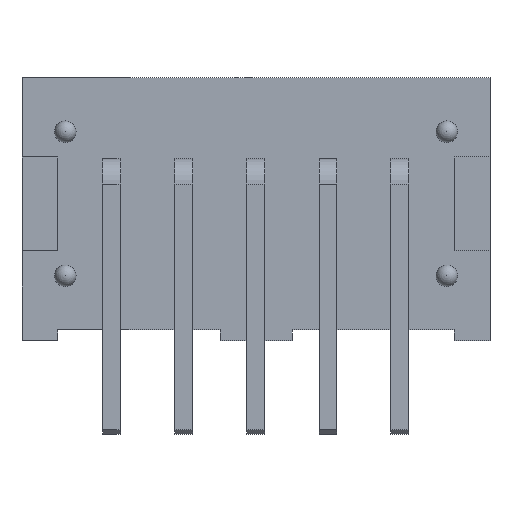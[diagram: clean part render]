
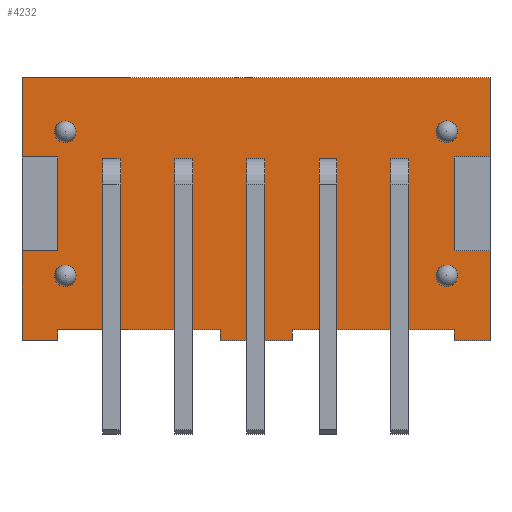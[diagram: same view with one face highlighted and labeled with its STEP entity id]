
A CAD part, front view. The second image highlights one B-rep face of the part: STEP entity #4232.
In plain terms, the highlighted planar face has unit normal (0, -1, 0).
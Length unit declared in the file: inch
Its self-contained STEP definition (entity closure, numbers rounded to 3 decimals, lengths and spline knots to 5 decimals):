
#81=CIRCLE('',#4523,0.015);
#82=CIRCLE('',#4524,0.015);
#83=CIRCLE('',#4525,0.015);
#84=CIRCLE('',#4526,0.015);
#1109=ORIENTED_EDGE('',*,*,#1833,.F.);
#1110=ORIENTED_EDGE('',*,*,#1834,.F.);
#1111=ORIENTED_EDGE('',*,*,#1835,.F.);
#1112=ORIENTED_EDGE('',*,*,#1836,.F.);
#1113=ORIENTED_EDGE('',*,*,#1837,.F.);
#1114=ORIENTED_EDGE('',*,*,#1838,.F.);
#1115=ORIENTED_EDGE('',*,*,#1839,.F.);
#1116=ORIENTED_EDGE('',*,*,#1840,.F.);
#1117=ORIENTED_EDGE('',*,*,#1841,.F.);
#1118=ORIENTED_EDGE('',*,*,#1842,.F.);
#1119=ORIENTED_EDGE('',*,*,#1843,.F.);
#1120=ORIENTED_EDGE('',*,*,#1844,.F.);
#1121=ORIENTED_EDGE('',*,*,#1845,.F.);
#1122=ORIENTED_EDGE('',*,*,#1846,.F.);
#1123=ORIENTED_EDGE('',*,*,#1847,.F.);
#1124=ORIENTED_EDGE('',*,*,#1848,.F.);
#1125=ORIENTED_EDGE('',*,*,#1849,.F.);
#1126=ORIENTED_EDGE('',*,*,#1850,.T.);
#1127=ORIENTED_EDGE('',*,*,#1851,.T.);
#1128=ORIENTED_EDGE('',*,*,#1852,.F.);
#1129=ORIENTED_EDGE('',*,*,#1853,.F.);
#1130=ORIENTED_EDGE('',*,*,#1854,.F.);
#1131=ORIENTED_EDGE('',*,*,#1855,.T.);
#1132=ORIENTED_EDGE('',*,*,#1856,.F.);
#1833=EDGE_CURVE('',#2275,#2275,#81,.T.);
#1834=EDGE_CURVE('',#2276,#2276,#82,.T.);
#1835=EDGE_CURVE('',#2277,#2277,#83,.T.);
#1836=EDGE_CURVE('',#2278,#2278,#84,.T.);
#1837=EDGE_CURVE('',#2279,#2280,#2801,.T.);
#1838=EDGE_CURVE('',#2281,#2279,#2802,.T.);
#1839=EDGE_CURVE('',#2282,#2281,#2803,.T.);
#1840=EDGE_CURVE('',#2283,#2282,#2804,.T.);
#1841=EDGE_CURVE('',#2284,#2283,#2805,.T.);
#1842=EDGE_CURVE('',#2285,#2284,#2806,.T.);
#1843=EDGE_CURVE('',#2286,#2285,#2807,.T.);
#1844=EDGE_CURVE('',#2287,#2286,#2808,.T.);
#1845=EDGE_CURVE('',#2288,#2287,#2809,.T.);
#1846=EDGE_CURVE('',#2289,#2288,#2810,.T.);
#1847=EDGE_CURVE('',#2290,#2289,#2811,.T.);
#1848=EDGE_CURVE('',#2291,#2290,#2812,.T.);
#1849=EDGE_CURVE('',#2292,#2291,#2813,.T.);
#1850=EDGE_CURVE('',#2292,#2293,#2814,.T.);
#1851=EDGE_CURVE('',#2293,#2294,#2815,.T.);
#1852=EDGE_CURVE('',#2295,#2294,#2816,.T.);
#1853=EDGE_CURVE('',#2296,#2295,#2817,.T.);
#1854=EDGE_CURVE('',#2297,#2296,#2818,.T.);
#1855=EDGE_CURVE('',#2297,#2298,#2819,.T.);
#1856=EDGE_CURVE('',#2280,#2298,#2820,.T.);
#2275=VERTEX_POINT('',#6688);
#2276=VERTEX_POINT('',#6690);
#2277=VERTEX_POINT('',#6692);
#2278=VERTEX_POINT('',#6694);
#2279=VERTEX_POINT('',#6696);
#2280=VERTEX_POINT('',#6697);
#2281=VERTEX_POINT('',#6699);
#2282=VERTEX_POINT('',#6701);
#2283=VERTEX_POINT('',#6703);
#2284=VERTEX_POINT('',#6705);
#2285=VERTEX_POINT('',#6707);
#2286=VERTEX_POINT('',#6709);
#2287=VERTEX_POINT('',#6711);
#2288=VERTEX_POINT('',#6713);
#2289=VERTEX_POINT('',#6715);
#2290=VERTEX_POINT('',#6717);
#2291=VERTEX_POINT('',#6719);
#2292=VERTEX_POINT('',#6721);
#2293=VERTEX_POINT('',#6723);
#2294=VERTEX_POINT('',#6725);
#2295=VERTEX_POINT('',#6727);
#2296=VERTEX_POINT('',#6729);
#2297=VERTEX_POINT('',#6731);
#2298=VERTEX_POINT('',#6733);
#2801=LINE('',#6695,#3363);
#2802=LINE('',#6698,#3364);
#2803=LINE('',#6700,#3365);
#2804=LINE('',#6702,#3366);
#2805=LINE('',#6704,#3367);
#2806=LINE('',#6706,#3368);
#2807=LINE('',#6708,#3369);
#2808=LINE('',#6710,#3370);
#2809=LINE('',#6712,#3371);
#2810=LINE('',#6714,#3372);
#2811=LINE('',#6716,#3373);
#2812=LINE('',#6718,#3374);
#2813=LINE('',#6720,#3375);
#2814=LINE('',#6722,#3376);
#2815=LINE('',#6724,#3377);
#2816=LINE('',#6726,#3378);
#2817=LINE('',#6728,#3379);
#2818=LINE('',#6730,#3380);
#2819=LINE('',#6732,#3381);
#2820=LINE('',#6734,#3382);
#3363=VECTOR('',#5478,39.37008);
#3364=VECTOR('',#5479,39.37008);
#3365=VECTOR('',#5480,39.37008);
#3366=VECTOR('',#5481,39.37008);
#3367=VECTOR('',#5482,39.37008);
#3368=VECTOR('',#5483,39.37008);
#3369=VECTOR('',#5484,39.37008);
#3370=VECTOR('',#5485,39.37008);
#3371=VECTOR('',#5486,39.37008);
#3372=VECTOR('',#5487,39.37008);
#3373=VECTOR('',#5488,39.37008);
#3374=VECTOR('',#5489,39.37008);
#3375=VECTOR('',#5490,39.37008);
#3376=VECTOR('',#5491,39.37008);
#3377=VECTOR('',#5492,39.37008);
#3378=VECTOR('',#5493,39.37008);
#3379=VECTOR('',#5494,39.37008);
#3380=VECTOR('',#5495,39.37008);
#3381=VECTOR('',#5496,39.37008);
#3382=VECTOR('',#5497,39.37008);
#3618=EDGE_LOOP('',(#1109));
#3619=EDGE_LOOP('',(#1110));
#3620=EDGE_LOOP('',(#1111));
#3621=EDGE_LOOP('',(#1112));
#3622=EDGE_LOOP('',(#1113,#1114,#1115,#1116,#1117,#1118,#1119,#1120,#1121,
#1122,#1123,#1124,#1125,#1126,#1127,#1128,#1129,#1130,#1131,#1132));
#3832=FACE_BOUND('',#3618,.T.);
#3833=FACE_BOUND('',#3619,.T.);
#3834=FACE_BOUND('',#3620,.T.);
#3835=FACE_BOUND('',#3621,.T.);
#3836=FACE_BOUND('',#3622,.T.);
#4026=PLANE('',#4522);
#4232=ADVANCED_FACE('',(#3832,#3833,#3834,#3835,#3836),#4026,.F.);
#4522=AXIS2_PLACEMENT_3D('',#6686,#5468,#5469);
#4523=AXIS2_PLACEMENT_3D('',#6687,#5470,#5471);
#4524=AXIS2_PLACEMENT_3D('',#6689,#5472,#5473);
#4525=AXIS2_PLACEMENT_3D('',#6691,#5474,#5475);
#4526=AXIS2_PLACEMENT_3D('',#6693,#5476,#5477);
#5468=DIRECTION('',(0.,1.,0.));
#5469=DIRECTION('',(0.,0.,1.));
#5470=DIRECTION('',(0.,-1.,0.));
#5471=DIRECTION('',(0.,0.,-1.));
#5472=DIRECTION('',(0.,-1.,0.));
#5473=DIRECTION('',(0.,0.,-1.));
#5474=DIRECTION('',(0.,-1.,0.));
#5475=DIRECTION('',(0.,0.,-1.));
#5476=DIRECTION('',(0.,-1.,0.));
#5477=DIRECTION('',(0.,0.,-1.));
#5478=DIRECTION('',(0.,0.,-1.));
#5479=DIRECTION('',(-1.,0.,0.));
#5480=DIRECTION('',(0.,0.,1.));
#5481=DIRECTION('',(-1.,0.,0.));
#5482=DIRECTION('',(0.,0.,-1.));
#5483=DIRECTION('',(-1.,0.,0.));
#5484=DIRECTION('',(0.,0.,1.));
#5485=DIRECTION('',(-1.,0.,0.));
#5486=DIRECTION('',(0.,0.,-1.));
#5487=DIRECTION('',(1.,0.,0.));
#5488=DIRECTION('',(0.,0.,-1.));
#5489=DIRECTION('',(-1.,0.,0.));
#5490=DIRECTION('',(0.,0.,-1.));
#5491=DIRECTION('',(-1.,0.,0.));
#5492=DIRECTION('',(0.,0.,-1.));
#5493=DIRECTION('',(-1.,0.,0.));
#5494=DIRECTION('',(0.,0.,1.));
#5495=DIRECTION('',(1.,0.,0.));
#5496=DIRECTION('',(0.,0.,-1.));
#5497=DIRECTION('',(-1.,0.,0.));
#6686=CARTESIAN_POINT('',(0.325,0.,0.175));
#6687=CARTESIAN_POINT('',(0.265,0.,-0.1));
#6688=CARTESIAN_POINT('',(0.265,0.,-0.115));
#6689=CARTESIAN_POINT('',(0.265,0.,0.1));
#6690=CARTESIAN_POINT('',(0.265,0.,0.085));
#6691=CARTESIAN_POINT('',(-0.265,0.,-0.1));
#6692=CARTESIAN_POINT('',(-0.265,0.,-0.115));
#6693=CARTESIAN_POINT('',(-0.265,0.,0.1));
#6694=CARTESIAN_POINT('',(-0.265,0.,0.085));
#6695=CARTESIAN_POINT('',(-0.275,0.,-0.175));
#6696=CARTESIAN_POINT('',(-0.275,0.,-0.175));
#6697=CARTESIAN_POINT('',(-0.275,0.,-0.19));
#6698=CARTESIAN_POINT('',(-0.05,0.,-0.175));
#6699=CARTESIAN_POINT('',(-0.05,0.,-0.175));
#6700=CARTESIAN_POINT('',(-0.05,0.,-0.19));
#6701=CARTESIAN_POINT('',(-0.05,0.,-0.19));
#6702=CARTESIAN_POINT('',(0.325,0.,-0.19));
#6703=CARTESIAN_POINT('',(0.05,0.,-0.19));
#6704=CARTESIAN_POINT('',(0.05,0.,-0.175));
#6705=CARTESIAN_POINT('',(0.05,0.,-0.175));
#6706=CARTESIAN_POINT('',(0.275,0.,-0.175));
#6707=CARTESIAN_POINT('',(0.275,0.,-0.175));
#6708=CARTESIAN_POINT('',(0.275,0.,-0.19));
#6709=CARTESIAN_POINT('',(0.275,0.,-0.19));
#6710=CARTESIAN_POINT('',(0.325,0.,-0.19));
#6711=CARTESIAN_POINT('',(0.325,0.,-0.19));
#6712=CARTESIAN_POINT('',(0.325,0.,0.175));
#6713=CARTESIAN_POINT('',(0.325,0.,-0.065));
#6714=CARTESIAN_POINT('',(0.275,0.,-0.065));
#6715=CARTESIAN_POINT('',(0.275,0.,-0.065));
#6716=CARTESIAN_POINT('',(0.275,0.,0.065));
#6717=CARTESIAN_POINT('',(0.275,0.,0.065));
#6718=CARTESIAN_POINT('',(0.325,0.,0.065));
#6719=CARTESIAN_POINT('',(0.325,0.,0.065));
#6720=CARTESIAN_POINT('',(0.325,0.,0.175));
#6721=CARTESIAN_POINT('',(0.325,0.,0.175));
#6722=CARTESIAN_POINT('',(0.325,0.,0.175));
#6723=CARTESIAN_POINT('',(-0.325,0.,0.175));
#6724=CARTESIAN_POINT('',(-0.325,0.,0.175));
#6725=CARTESIAN_POINT('',(-0.325,0.,0.065));
#6726=CARTESIAN_POINT('',(-0.275,0.,0.065));
#6727=CARTESIAN_POINT('',(-0.275,0.,0.065));
#6728=CARTESIAN_POINT('',(-0.275,0.,-0.065));
#6729=CARTESIAN_POINT('',(-0.275,0.,-0.065));
#6730=CARTESIAN_POINT('',(-0.325,0.,-0.065));
#6731=CARTESIAN_POINT('',(-0.325,0.,-0.065));
#6732=CARTESIAN_POINT('',(-0.325,0.,0.175));
#6733=CARTESIAN_POINT('',(-0.325,0.,-0.19));
#6734=CARTESIAN_POINT('',(0.325,0.,-0.19));
